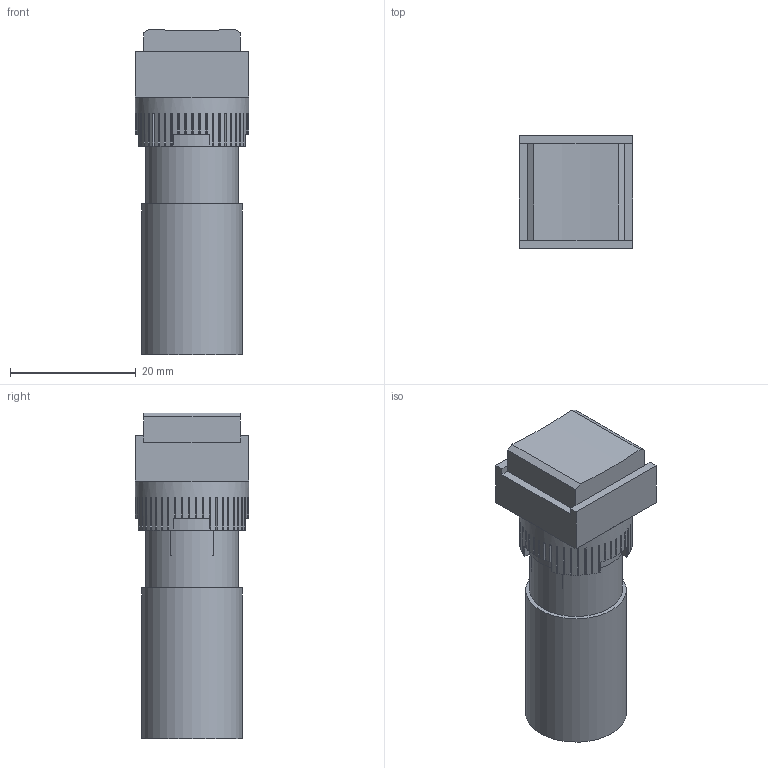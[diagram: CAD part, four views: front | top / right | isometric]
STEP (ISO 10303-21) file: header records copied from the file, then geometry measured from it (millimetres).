
FILE_DESCRIPTION(/* description */ (''),/* implementation_level */ '2;1');
FILE_NAME(/* name */ 'P16xxS11Oxxx.stp',/* time_stamp */ '2025-05-27T14:29:56-05:00',/* author */ ('mroman'),/* organization */ (''),/* preprocessor_version */ 'ST-DEVELOPER v18.1',/* originating_system */ 'Autodesk Inventor 2022',/* authorisation */ '');
FILE_SCHEMA (('AUTOMOTIVE_DESIGN { 1 0 10303 214 3 1 1 }'));
Length unit declared in the file: centimetre
Products named in the file (1): P16xxS11Oxxx
Bounding box: 18 x 18 x 51.8 mm (x, y, z)
Volume: 7237.6 mm3; surface area: 9296.4 mm2
Topology: 1 solids, 4 shells, 454 faces, 1291 edges, 851 vertices
Faces by surface type: plane 411, cylinder 42, cone 1
Full cylindrical faces by diameter (mm): 3.1 x2, 8.4 x1, 14.7 x3, 16 x1, 18 x1
Entity records: 14737 total; most frequent: CARTESIAN_POINT 2635, ORIENTED_EDGE 2582, DIRECTION 2414, EDGE_CURVE 1291, LINE 1070, VECTOR 1070, VERTEX_POINT 851, AXIS2_PLACEMENT_3D 672
